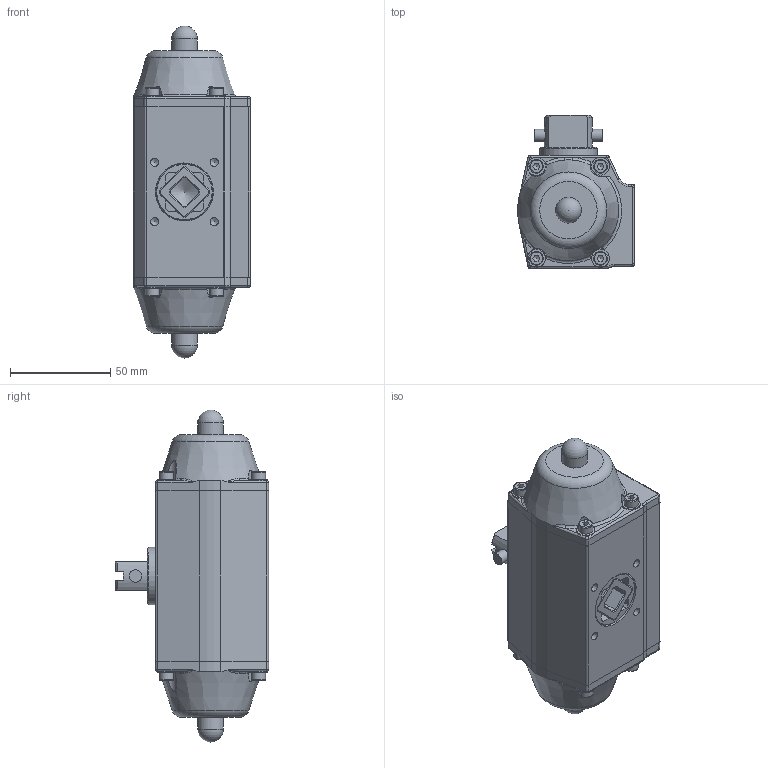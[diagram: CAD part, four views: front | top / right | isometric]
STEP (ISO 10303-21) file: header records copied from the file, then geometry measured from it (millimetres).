
FILE_DESCRIPTION(/* description */ (''),/* implementation_level */ '2;1');
FILE_NAME(/* name */ 'RD7002004.stp',/* time_stamp */ '2015-11-16T14:01:49+06:00',/* author */ ('ggavali'),/* organization */ (''),/* preprocessor_version */ 'ST-DEVELOPER v16.1',/* originating_system */ 'Autodesk Inventor 2016',/* authorisation */ '0 mm^3');
FILE_SCHEMA (('AUTOMOTIVE_DESIGN { 1 0 10303 214 3 1 1 }'));
Length unit declared in the file: millimetre
Products named in the file (1): RD7002004000000_Shrinkwrap_1
Bounding box: 58.45 x 76.5 x 165.85 mm (x, y, z)
Volume: 221795.4 mm3; surface area: 78468.1 mm2
Topology: 1 solids, 22 shells, 1182 faces, 2995 edges, 1823 vertices
Faces by surface type: plane 454, cylinder 454, cone 76, bspline 76, sphere 62, torus 60
Full cylindrical faces by diameter (mm): 3 x3, 3.242 x8, 4 x8, 4.134 x12, 4.3 x16, 4.917 x3, 6.1 x2, 6.8 x1, 7 x8, 8.566 x2, 9 x8, 9.8 x1, 12.9 x2, 14 x3, 16 x2, 26 x5, 27 x2, 28.7 x6, 29 x6, 38 x1, 39 x2, 43 x3
Entity records: 39547 total; most frequent: CARTESIAN_POINT 11836, DIRECTION 5520, ORIENTED_EDGE 5320, EDGE_CURVE 2660, AXIS2_PLACEMENT_3D 2106, VERTEX_POINT 1729, EDGE_LOOP 1431, LINE 1308
